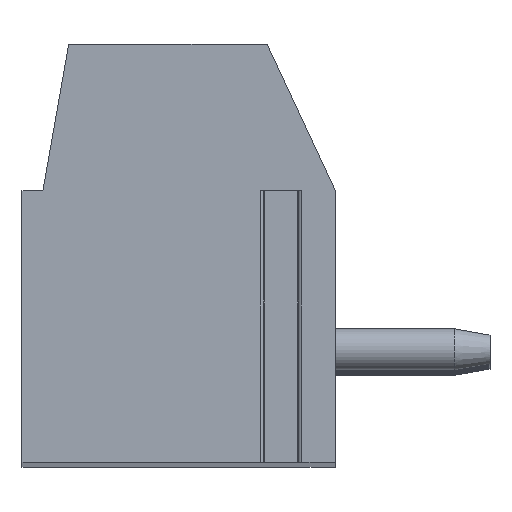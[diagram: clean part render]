
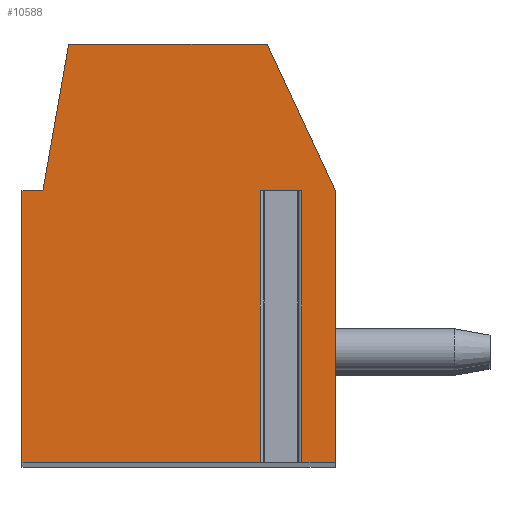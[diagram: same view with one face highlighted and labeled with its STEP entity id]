
A CAD part, top view. The second image highlights one B-rep face of the part: STEP entity #10588.
In plain terms, the highlighted planar face has unit normal (0, 0, 1).
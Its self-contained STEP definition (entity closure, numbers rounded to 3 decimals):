
#161=DIRECTION('',(-1.,0.,0.));
#162=VECTOR('',#161,0.996);
#163=CARTESIAN_POINT('',(2.948,1.5,67.5));
#164=LINE('',#163,#162);
#165=DIRECTION('',(0.,-1.,0.));
#166=VECTOR('',#165,6.5);
#167=CARTESIAN_POINT('',(1.952,1.5,67.5));
#168=LINE('',#167,#166);
#169=DIRECTION('',(1.,0.,0.));
#170=VECTOR('',#169,5.702);
#171=CARTESIAN_POINT('',(-3.75,-5.,67.5));
#172=LINE('',#171,#170);
#173=DIRECTION('',(0.,-1.,0.));
#174=VECTOR('',#173,6.5);
#175=CARTESIAN_POINT('',(-3.75,1.5,67.5));
#176=LINE('',#175,#174);
#177=DIRECTION('',(-1.,0.,0.));
#178=VECTOR('',#177,0.5);
#179=CARTESIAN_POINT('',(-3.25,1.5,67.5));
#180=LINE('',#179,#178);
#181=DIRECTION('',(-0.174,-0.985,0.));
#182=VECTOR('',#181,3.554);
#183=CARTESIAN_POINT('',(-2.633,5.,67.5));
#184=LINE('',#183,#182);
#185=DIRECTION('',(-1.,0.,0.));
#186=VECTOR('',#185,4.751);
#187=CARTESIAN_POINT('',(2.118,5.,67.5));
#188=LINE('',#187,#186);
#189=DIRECTION('',(-0.423,0.906,0.));
#190=VECTOR('',#189,3.862);
#191=CARTESIAN_POINT('',(3.75,1.5,67.5));
#192=LINE('',#191,#190);
#193=DIRECTION('',(0.,1.,0.));
#194=VECTOR('',#193,6.5);
#195=CARTESIAN_POINT('',(3.75,-5.,67.5));
#196=LINE('',#195,#194);
#197=DIRECTION('',(1.,0.,0.));
#198=VECTOR('',#197,0.802);
#199=CARTESIAN_POINT('',(2.948,-5.,67.5));
#200=LINE('',#199,#198);
#201=DIRECTION('',(0.,-1.,0.));
#202=VECTOR('',#201,6.5);
#203=CARTESIAN_POINT('',(2.948,1.5,67.5));
#204=LINE('',#203,#202);
#8215=CARTESIAN_POINT('',(3.75,-5.,67.5));
#8216=CARTESIAN_POINT('',(3.75,1.5,67.5));
#8217=VERTEX_POINT('',#8215);
#8218=VERTEX_POINT('',#8216);
#8219=CARTESIAN_POINT('',(2.118,5.,67.5));
#8220=VERTEX_POINT('',#8219);
#8221=CARTESIAN_POINT('',(-2.633,5.,67.5));
#8222=VERTEX_POINT('',#8221);
#8223=CARTESIAN_POINT('',(-3.25,1.5,67.5));
#8224=VERTEX_POINT('',#8223);
#8225=CARTESIAN_POINT('',(-3.75,1.5,67.5));
#8226=VERTEX_POINT('',#8225);
#8227=CARTESIAN_POINT('',(-3.75,-5.,67.5));
#8228=VERTEX_POINT('',#8227);
#8273=CARTESIAN_POINT('',(2.948,1.5,67.5));
#8274=CARTESIAN_POINT('',(1.952,1.5,67.5));
#8275=VERTEX_POINT('',#8273);
#8276=VERTEX_POINT('',#8274);
#8277=CARTESIAN_POINT('',(2.948,-5.,67.5));
#8278=VERTEX_POINT('',#8277);
#8279=CARTESIAN_POINT('',(1.952,-5.,67.5));
#8280=VERTEX_POINT('',#8279);
#10562=CARTESIAN_POINT('',(0.,0.,67.5));
#10563=DIRECTION('',(0.,0.,1.));
#10564=DIRECTION('',(1.,0.,0.));
#10565=AXIS2_PLACEMENT_3D('',#10562,#10563,#10564);
#10566=PLANE('',#10565);
#10568=ORIENTED_EDGE('',*,*,#10567,.T.);
#10570=ORIENTED_EDGE('',*,*,#10569,.T.);
#10571=ORIENTED_EDGE('',*,*,#10530,.F.);
#10573=ORIENTED_EDGE('',*,*,#10572,.F.);
#10575=ORIENTED_EDGE('',*,*,#10574,.F.);
#10577=ORIENTED_EDGE('',*,*,#10576,.F.);
#10579=ORIENTED_EDGE('',*,*,#10578,.F.);
#10581=ORIENTED_EDGE('',*,*,#10580,.F.);
#10583=ORIENTED_EDGE('',*,*,#10582,.F.);
#10584=ORIENTED_EDGE('',*,*,#10509,.F.);
#10585=ORIENTED_EDGE('',*,*,#10552,.F.);
#10586=EDGE_LOOP('',(#10568,#10570,#10571,#10573,#10575,#10577,#10579,#10581,
#10583,#10584,#10585));
#10587=FACE_OUTER_BOUND('',#10586,.F.);
#10509=EDGE_CURVE('',#8278,#8217,#200,.T.);
#10530=EDGE_CURVE('',#8228,#8280,#172,.T.);
#10552=EDGE_CURVE('',#8275,#8278,#204,.T.);
#10567=EDGE_CURVE('',#8275,#8276,#164,.T.);
#10569=EDGE_CURVE('',#8276,#8280,#168,.T.);
#10572=EDGE_CURVE('',#8226,#8228,#176,.T.);
#10574=EDGE_CURVE('',#8224,#8226,#180,.T.);
#10576=EDGE_CURVE('',#8222,#8224,#184,.T.);
#10578=EDGE_CURVE('',#8220,#8222,#188,.T.);
#10580=EDGE_CURVE('',#8218,#8220,#192,.T.);
#10582=EDGE_CURVE('',#8217,#8218,#196,.T.);
#10588=ADVANCED_FACE('',(#10587),#10566,.T.);
